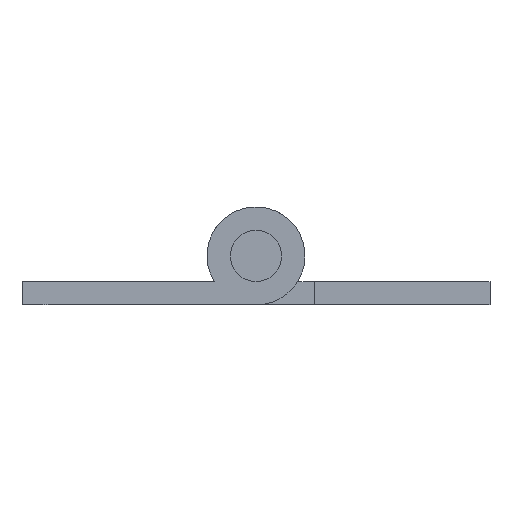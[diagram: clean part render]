
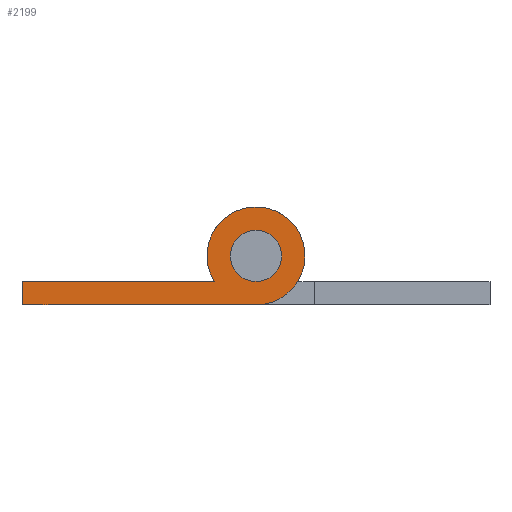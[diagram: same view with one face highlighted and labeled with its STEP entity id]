
A CAD part, front view. The second image highlights one B-rep face of the part: STEP entity #2199.
In plain terms, the highlighted planar face has unit normal (0, -1, 0).
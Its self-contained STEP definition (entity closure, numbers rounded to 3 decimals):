
#404 = DIRECTION ( 'NONE',  ( 0., 0., 1. ) ) ;
#405 = DIRECTION ( 'NONE',  ( 0., 1., 0. ) ) ;
#406 = CARTESIAN_POINT ( 'NONE',  ( 0., -100., 0. ) ) ;
#407 = AXIS2_PLACEMENT_3D ( 'NONE', #406, #405, #404 ) ;
#408 = CIRCLE ( 'NONE', #407, 3.35 ) ;
#410 = DIRECTION ( 'NONE',  ( 1., 0., 0. ) ) ;
#411 = VECTOR ( 'NONE', #410, 1000. ) ;
#412 = CARTESIAN_POINT ( 'NONE',  ( -2.857, -100., -1.75 ) ) ;
#418 = LINE ( 'NONE', #412, #411 ) ;
#433 = DIRECTION ( 'NONE',  ( 0., 0., 1. ) ) ;
#434 = DIRECTION ( 'NONE',  ( 0., 1., 0. ) ) ;
#435 = CARTESIAN_POINT ( 'NONE',  ( 0., -100., 0. ) ) ;
#436 = AXIS2_PLACEMENT_3D ( 'NONE', #435, #434, #433 ) ;
#437 = CIRCLE ( 'NONE', #436, 1.75 ) ;
#553 = CARTESIAN_POINT ( 'NONE',  ( -2.857, -100., -1.75 ) ) ;
#1987 = CARTESIAN_POINT ( 'NONE',  ( 0., -100., -3.35 ) ) ;
#1988 = DIRECTION ( 'NONE',  ( -1., 0., 0. ) ) ;
#1989 = VECTOR ( 'NONE', #1988, 1000. ) ;
#1990 = CARTESIAN_POINT ( 'NONE',  ( -16., -100., -3.35 ) ) ;
#1991 = LINE ( 'NONE', #1990, #1989 ) ;
#1992 = CARTESIAN_POINT ( 'NONE',  ( -16., -100., -1.75 ) ) ;
#1993 = CARTESIAN_POINT ( 'NONE',  ( -16., -100., -3.35 ) ) ;
#1994 = DIRECTION ( 'NONE',  ( 0., 0., 1. ) ) ;
#1995 = VECTOR ( 'NONE', #1994, 1000. ) ;
#1996 = CARTESIAN_POINT ( 'NONE',  ( -16., -100., -1.75 ) ) ;
#2001 = LINE ( 'NONE', #1996, #1995 ) ;
#2111 = VERTEX_POINT ( 'NONE', #2312 ) ;
#2122 = EDGE_CURVE ( 'NONE', #2124, #2111, #2281, .T. ) ;
#2124 = VERTEX_POINT ( 'NONE', #2272 ) ;
#2151 = DIRECTION ( 'NONE',  ( 0., 0., 1. ) ) ;
#2152 = DIRECTION ( 'NONE',  ( 0., 1., 0. ) ) ;
#2154 = CARTESIAN_POINT ( 'NONE',  ( 0., -100., 0. ) ) ;
#2155 = AXIS2_PLACEMENT_3D ( 'NONE', #2154, #2152, #2151 ) ;
#2156 = PLANE ( 'NONE',  #2155 ) ;
#2199 = ADVANCED_FACE ( 'NONE', ( #2259, #2257 ), #2156, .F. ) ;
#2200 = EDGE_LOOP ( 'NONE', ( #2202, #2271, #2751, #2735 ) ) ;
#2202 = ORIENTED_EDGE ( 'NONE', *, *, #2265, .F. ) ;
#2257 = FACE_BOUND ( 'NONE', #2714, .T. ) ;
#2259 = FACE_OUTER_BOUND ( 'NONE', #2200, .T. ) ;
#2265 = EDGE_CURVE ( 'NONE', #2268, #2269, #2001, .T. ) ;
#2268 = VERTEX_POINT ( 'NONE', #1993 ) ;
#2269 = VERTEX_POINT ( 'NONE', #1992 ) ;
#2271 = ORIENTED_EDGE ( 'NONE', *, *, #2273, .F. ) ;
#2272 = CARTESIAN_POINT ( 'NONE',  ( 0., -100., -1.75 ) ) ;
#2273 = EDGE_CURVE ( 'NONE', #2275, #2268, #1991, .T. ) ;
#2274 = DIRECTION ( 'NONE',  ( 0., 0., 1. ) ) ;
#2275 = VERTEX_POINT ( 'NONE', #1987 ) ;
#2276 = DIRECTION ( 'NONE',  ( 0., 1., 0. ) ) ;
#2278 = CARTESIAN_POINT ( 'NONE',  ( 0., -100., 0. ) ) ;
#2279 = AXIS2_PLACEMENT_3D ( 'NONE', #2278, #2276, #2274 ) ;
#2281 = CIRCLE ( 'NONE', #2279, 1.75 ) ;
#2312 = CARTESIAN_POINT ( 'NONE',  ( 0., -100., 1.75 ) ) ;
#2714 = EDGE_LOOP ( 'NONE', ( #2732, #2717 ) ) ;
#2715 = EDGE_CURVE ( 'NONE', #2111, #2124, #437, .T. ) ;
#2717 = ORIENTED_EDGE ( 'NONE', *, *, #2715, .T. ) ;
#2732 = ORIENTED_EDGE ( 'NONE', *, *, #2122, .T. ) ;
#2733 = EDGE_CURVE ( 'NONE', #2269, #2752, #418, .T. ) ;
#2734 = EDGE_CURVE ( 'NONE', #2752, #2275, #408, .T. ) ;
#2735 = ORIENTED_EDGE ( 'NONE', *, *, #2733, .F. ) ;
#2751 = ORIENTED_EDGE ( 'NONE', *, *, #2734, .F. ) ;
#2752 = VERTEX_POINT ( 'NONE', #553 ) ;
